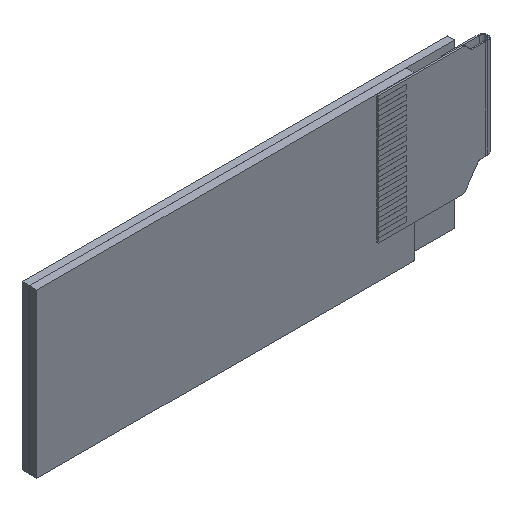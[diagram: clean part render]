
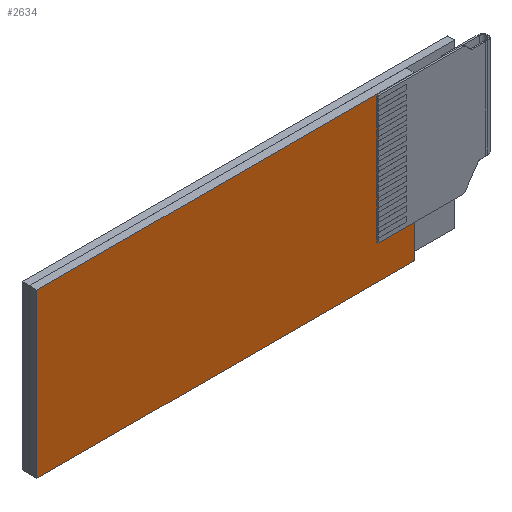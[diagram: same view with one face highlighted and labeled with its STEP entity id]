
A CAD part, isometric view. The second image highlights one B-rep face of the part: STEP entity #2634.
In plain terms, the highlighted planar face has unit normal (0, -1, 0).
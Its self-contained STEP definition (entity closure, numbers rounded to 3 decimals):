
#113 = EDGE_CURVE ( 'NONE', #5338, #1749, #4649, .T. ) ;
#413 = DIRECTION ( 'NONE',  ( 0., 0., 1. ) ) ;
#476 = ORIENTED_EDGE ( 'NONE', *, *, #5158, .T. ) ;
#719 = LINE ( 'NONE', #1370, #6663 ) ;
#865 = CARTESIAN_POINT ( 'NONE',  ( 0., 0., 11.5 ) ) ;
#1024 = EDGE_LOOP ( 'NONE', ( #2400, #2133, #3917, #476 ) ) ;
#1370 = CARTESIAN_POINT ( 'NONE',  ( 13.3, 0., 0. ) ) ;
#1668 = VECTOR ( 'NONE', #1737, 1000. ) ;
#1680 = LINE ( 'NONE', #3190, #4660 ) ;
#1717 = EDGE_CURVE ( 'NONE', #3934, #2095, #1680, .T. ) ;
#1737 = DIRECTION ( 'NONE',  ( -1., 0., 0. ) ) ;
#1749 = VERTEX_POINT ( 'NONE', #6390 ) ;
#1954 = DIRECTION ( 'NONE',  ( 0., 0., -1. ) ) ;
#2095 = VERTEX_POINT ( 'NONE', #5300 ) ;
#2133 = ORIENTED_EDGE ( 'NONE', *, *, #3901, .T. ) ;
#2379 = PLANE ( 'NONE',  #3906 ) ;
#2400 = ORIENTED_EDGE ( 'NONE', *, *, #113, .T. ) ;
#2481 = CARTESIAN_POINT ( 'NONE',  ( 0., 0., 5.75 ) ) ;
#2634 = ADVANCED_FACE ( 'NONE', ( #5090 ), #2379, .F. ) ;
#2823 = CARTESIAN_POINT ( 'NONE',  ( 13.3, 0., 11.5 ) ) ;
#2949 = CARTESIAN_POINT ( 'NONE',  ( 26.6, 0., 0. ) ) ;
#2997 = VECTOR ( 'NONE', #1954, 1000. ) ;
#3161 = DIRECTION ( 'NONE',  ( 0., 0., 1. ) ) ;
#3190 = CARTESIAN_POINT ( 'NONE',  ( 26.6, 0., 5.75 ) ) ;
#3901 = EDGE_CURVE ( 'NONE', #1749, #3934, #719, .T. ) ;
#3906 = AXIS2_PLACEMENT_3D ( 'NONE', #6544, #5123, #413 ) ;
#3917 = ORIENTED_EDGE ( 'NONE', *, *, #1717, .T. ) ;
#3934 = VERTEX_POINT ( 'NONE', #2949 ) ;
#4008 = DIRECTION ( 'NONE',  ( 1., 0., 0. ) ) ;
#4276 = LINE ( 'NONE', #2823, #1668 ) ;
#4649 = LINE ( 'NONE', #2481, #2997 ) ;
#4660 = VECTOR ( 'NONE', #3161, 1000. ) ;
#5090 = FACE_OUTER_BOUND ( 'NONE', #1024, .T. ) ;
#5123 = DIRECTION ( 'NONE',  ( 0., 1., 0. ) ) ;
#5158 = EDGE_CURVE ( 'NONE', #2095, #5338, #4276, .T. ) ;
#5300 = CARTESIAN_POINT ( 'NONE',  ( 26.6, 0., 11.5 ) ) ;
#5338 = VERTEX_POINT ( 'NONE', #865 ) ;
#6390 = CARTESIAN_POINT ( 'NONE',  ( 0., 0., 0. ) ) ;
#6544 = CARTESIAN_POINT ( 'NONE',  ( 13.3, 0., 5.75 ) ) ;
#6663 = VECTOR ( 'NONE', #4008, 1000. ) ;
